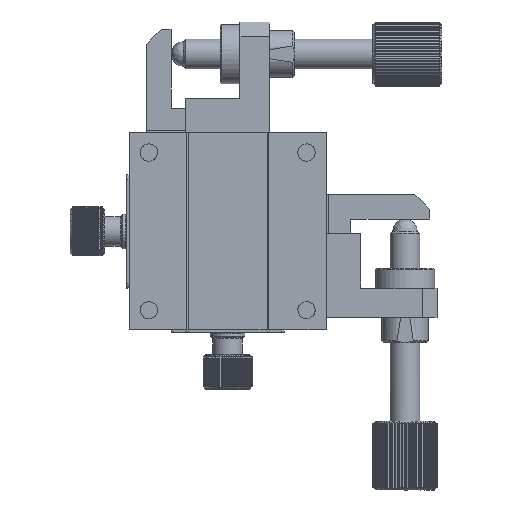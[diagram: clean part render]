
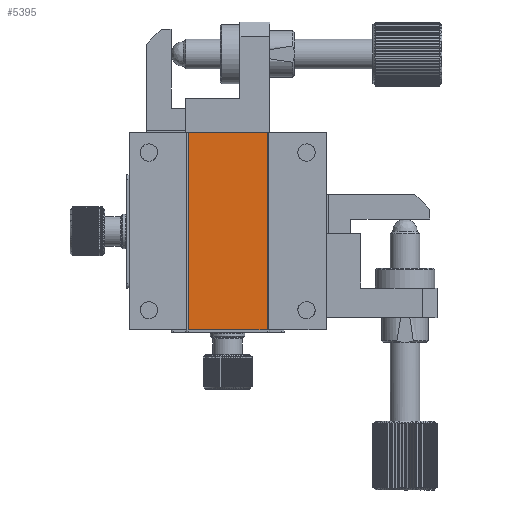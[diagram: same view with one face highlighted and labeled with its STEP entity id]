
A CAD part, front view. The second image highlights one B-rep face of the part: STEP entity #5395.
In plain terms, the highlighted planar face has unit normal (0, 1, 0).
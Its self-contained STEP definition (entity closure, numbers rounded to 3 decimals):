
#577 = EDGE_CURVE ( 'NONE', #10192, #41255, #41925, .T. ) ;
#1146 = LINE ( 'NONE', #31284, #45468 ) ;
#1535 = DIRECTION ( 'NONE',  ( -1., 0., 0. ) ) ;
#1771 = PLANE ( 'NONE',  #30022 ) ;
#1861 = DIRECTION ( 'NONE',  ( 0., 0., -1. ) ) ;
#3047 = VECTOR ( 'NONE', #20954, 1000. ) ;
#5395 = ADVANCED_FACE ( 'NONE', ( #12262 ), #1771, .T. ) ;
#6371 = LINE ( 'NONE', #17593, #3047 ) ;
#6808 = VECTOR ( 'NONE', #40303, 1000. ) ;
#7254 = VERTEX_POINT ( 'NONE', #28908 ) ;
#10192 = VERTEX_POINT ( 'NONE', #39205 ) ;
#11020 = ORIENTED_EDGE ( 'NONE', *, *, #577, .T. ) ;
#12262 = FACE_OUTER_BOUND ( 'NONE', #27710, .T. ) ;
#13366 = EDGE_CURVE ( 'NONE', #41255, #7254, #6371, .T. ) ;
#13493 = EDGE_CURVE ( 'NONE', #7254, #46444, #29320, .T. ) ;
#15387 = CARTESIAN_POINT ( 'NONE',  ( 28., 0.3, -40.007 ) ) ;
#16200 = CARTESIAN_POINT ( 'NONE',  ( 12., 0.3, -40. ) ) ;
#17593 = CARTESIAN_POINT ( 'NONE',  ( 12., 0.3, -40.007 ) ) ;
#19353 = EDGE_CURVE ( 'NONE', #46444, #10192, #1146, .T. ) ;
#20160 = DIRECTION ( 'NONE',  ( -1., 0., 0. ) ) ;
#20954 = DIRECTION ( 'NONE',  ( 0., 0., 1. ) ) ;
#26626 = CARTESIAN_POINT ( 'NONE',  ( 28., 0.3, -40. ) ) ;
#27710 = EDGE_LOOP ( 'NONE', ( #46188, #11020, #42167, #40899 ) ) ;
#28908 = CARTESIAN_POINT ( 'NONE',  ( 12., 0.3, 0. ) ) ;
#29320 = LINE ( 'NONE', #40530, #6808 ) ;
#30003 = DIRECTION ( 'NONE',  ( 0., 1., 0. ) ) ;
#30022 = AXIS2_PLACEMENT_3D ( 'NONE', #15387, #30003, #20160 ) ;
#31284 = CARTESIAN_POINT ( 'NONE',  ( 28., 0.3, -40.007 ) ) ;
#33745 = CARTESIAN_POINT ( 'NONE',  ( 28., 0.3, 0. ) ) ;
#39205 = CARTESIAN_POINT ( 'NONE',  ( 28., 0.3, -40. ) ) ;
#40303 = DIRECTION ( 'NONE',  ( 1., 0., 0. ) ) ;
#40530 = CARTESIAN_POINT ( 'NONE',  ( 3.334, 0.3, 0. ) ) ;
#40596 = VECTOR ( 'NONE', #1535, 1000. ) ;
#40899 = ORIENTED_EDGE ( 'NONE', *, *, #13493, .T. ) ;
#41255 = VERTEX_POINT ( 'NONE', #16200 ) ;
#41925 = LINE ( 'NONE', #26626, #40596 ) ;
#42167 = ORIENTED_EDGE ( 'NONE', *, *, #13366, .T. ) ;
#45468 = VECTOR ( 'NONE', #1861, 1000. ) ;
#46188 = ORIENTED_EDGE ( 'NONE', *, *, #19353, .T. ) ;
#46444 = VERTEX_POINT ( 'NONE', #33745 ) ;
